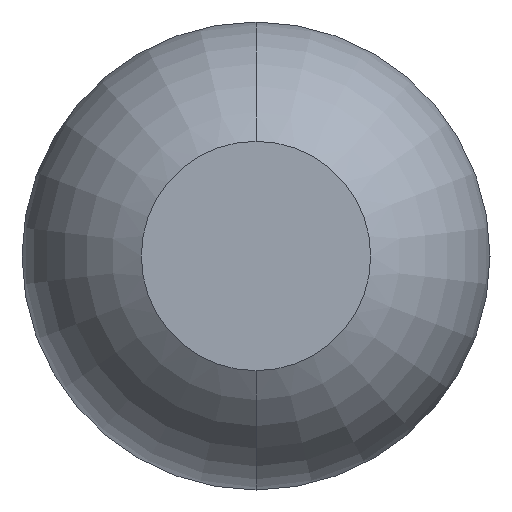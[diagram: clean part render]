
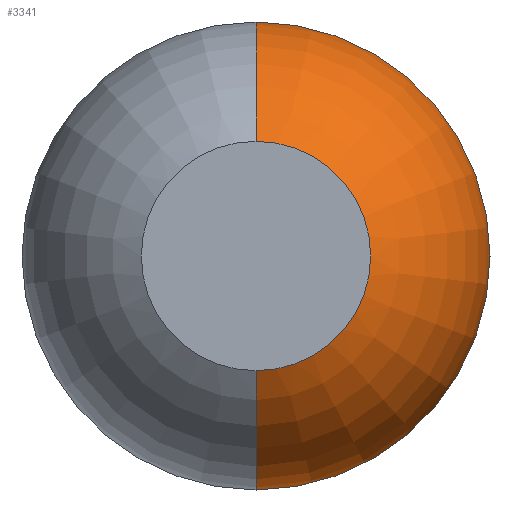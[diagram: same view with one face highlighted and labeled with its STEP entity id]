
A CAD part, front view. The second image highlights one B-rep face of the part: STEP entity #3341.
In plain terms, the highlighted toroidal (fillet/blend) face has major radius 0.01 mm and minor radius 0.5 mm.
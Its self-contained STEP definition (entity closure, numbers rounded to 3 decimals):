
#63 = VERTEX_POINT ( 'NONE', #693 ) ;
#130 = CARTESIAN_POINT ( 'NONE',  ( 0., -25.4, -0.25 ) ) ;
#305 = EDGE_CURVE ( 'NONE', #2861, #3154, #1566, .T. ) ;
#336 = DIRECTION ( 'NONE',  ( 0., 0., -1. ) ) ;
#419 = ORIENTED_EDGE ( 'NONE', *, *, #729, .T. ) ;
#483 = FACE_OUTER_BOUND ( 'NONE', #3250, .T. ) ;
#617 = CIRCLE ( 'NONE', #3218, 0.51 ) ;
#693 = CARTESIAN_POINT ( 'NONE',  ( 0., -24.961, -0.51 ) ) ;
#729 = EDGE_CURVE ( 'Defeature ausgef�hrt1_0+Defeature ausgef�hrt1_6+Defeature ausgef�hrt1_6+Defeature ausgef�hrt1_6', #63, #2861, #617, .T. ) ;
#800 = ORIENTED_EDGE ( 'NONE', *, *, #305, .T. ) ;
#819 = ORIENTED_EDGE ( 'NONE', *, *, #3799, .F. ) ;
#1156 = DIRECTION ( 'NONE',  ( 0., 0., 1. ) ) ;
#1173 = CARTESIAN_POINT ( 'NONE',  ( 0., -24.961, 0.51 ) ) ;
#1294 = AXIS2_PLACEMENT_3D ( 'NONE', #3756, #1971, #3099 ) ;
#1566 = CIRCLE ( 'NONE', #1294, 0.5 ) ;
#1706 = CARTESIAN_POINT ( 'NONE',  ( 0., -24.961, -0.01 ) ) ;
#1914 = VERTEX_POINT ( 'NONE', #130 ) ;
#1950 = CIRCLE ( 'NONE', #3333, 0.5 ) ;
#1971 = DIRECTION ( 'NONE',  ( 1., 0., 0. ) ) ;
#2031 = DIRECTION ( 'NONE',  ( 0., 0., -1. ) ) ;
#2114 = CARTESIAN_POINT ( 'NONE',  ( 0., -24.961, 0. ) ) ;
#2184 = CARTESIAN_POINT ( 'NONE',  ( 0., -25.4, 0.25 ) ) ;
#2208 = AXIS2_PLACEMENT_3D ( 'NONE', #3835, #3507, #2031 ) ;
#2259 = DIRECTION ( 'NONE',  ( 0., 0., 1. ) ) ;
#2659 = TOROIDAL_SURFACE ( 'NONE', #2208, 0.01, 0.5 ) ;
#2699 = ORIENTED_EDGE ( 'NONE', *, *, #3120, .T. ) ;
#2840 = CIRCLE ( 'NONE', #3357, 0.25 ) ;
#2861 = VERTEX_POINT ( 'NONE', #1173 ) ;
#3099 = DIRECTION ( 'NONE',  ( 0., 0., -1. ) ) ;
#3120 = EDGE_CURVE ( 'Defeature ausgef�hrt1_0+Defeature ausgef�hrt1_14+Defeature ausgef�hrt1_14+Defeature ausgef�hrt1_14', #3154, #1914, #2840, .T. ) ;
#3145 = DIRECTION ( 'NONE',  ( 0., 1., 0. ) ) ;
#3154 = VERTEX_POINT ( 'NONE', #2184 ) ;
#3218 = AXIS2_PLACEMENT_3D ( 'NONE', #2114, #3284, #336 ) ;
#3221 = DIRECTION ( 'NONE',  ( -1., 0., 0. ) ) ;
#3250 = EDGE_LOOP ( 'NONE', ( #419, #800, #2699, #819 ) ) ;
#3284 = DIRECTION ( 'NONE',  ( 0., -1., 0. ) ) ;
#3333 = AXIS2_PLACEMENT_3D ( 'NONE', #1706, #3221, #1156 ) ;
#3341 = ADVANCED_FACE ( 'Defeature ausgef�hrt1_0', ( #483 ), #2659, .T. ) ;
#3357 = AXIS2_PLACEMENT_3D ( 'NONE', #3419, #3145, #2259 ) ;
#3419 = CARTESIAN_POINT ( 'NONE',  ( 0., -25.4, 0. ) ) ;
#3507 = DIRECTION ( 'NONE',  ( 0., -1., 0. ) ) ;
#3756 = CARTESIAN_POINT ( 'NONE',  ( 0., -24.961, 0.01 ) ) ;
#3799 = EDGE_CURVE ( 'NONE', #63, #1914, #1950, .T. ) ;
#3835 = CARTESIAN_POINT ( 'NONE',  ( 0., -24.961, 0. ) ) ;
